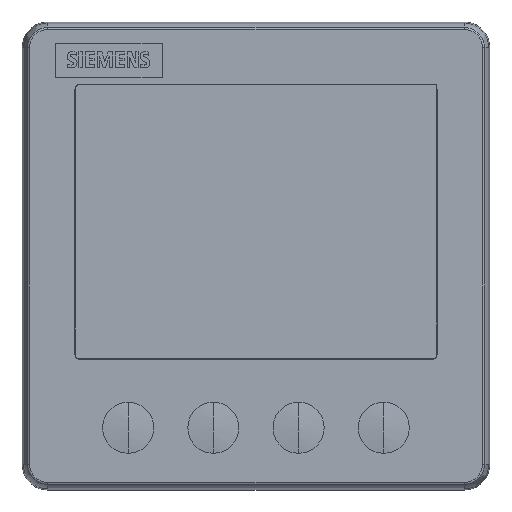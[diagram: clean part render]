
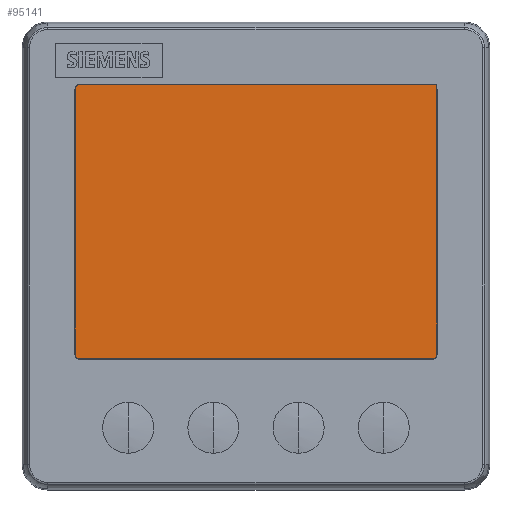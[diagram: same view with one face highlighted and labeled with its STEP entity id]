
A CAD part, top view. The second image highlights one B-rep face of the part: STEP entity #95141.
In plain terms, the highlighted face is planar.
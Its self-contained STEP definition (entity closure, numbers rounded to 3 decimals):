
#4279 = DIRECTION ( 'NONE',  ( 0., 0., -1. ) ) ;
#5151 = EDGE_CURVE ( 'NONE', #108473, #106547, #28253, .T. ) ;
#7403 = DIRECTION ( 'NONE',  ( 0., -1., 0. ) ) ;
#14404 =( BOUNDED_CURVE ( )  B_SPLINE_CURVE ( 3, ( #109386, #109957, #30572, #90267 ),
 .UNSPECIFIED., .F., .F. ) 
 B_SPLINE_CURVE_WITH_KNOTS ( ( 4, 4 ),
 ( 5.498, 7.067 ),
 .UNSPECIFIED. ) 
 CURVE ( )  GEOMETRIC_REPRESENTATION_ITEM ( )  RATIONAL_B_SPLINE_CURVE ( ( 1., 0.805, 0.805, 1. ) ) 
 REPRESENTATION_ITEM ( '' )  );
#15003 = FACE_OUTER_BOUND ( 'NONE', #15578, .T. ) ;
#15048 = LINE ( 'NONE', #50404, #50223 ) ;
#15324 = VECTOR ( 'NONE', #113340, 1000. ) ;
#15578 = EDGE_LOOP ( 'NONE', ( #34267, #98960, #71967, #30229, #24239, #74785, #61137 ) ) ;
#21733 = LINE ( 'NONE', #84840, #98972 ) ;
#24239 = ORIENTED_EDGE ( 'NONE', *, *, #113453, .F. ) ;
#25435 = DIRECTION ( 'NONE',  ( -1., 0., 0. ) ) ;
#25611 = CARTESIAN_POINT ( 'NONE',  ( -37.13, -27.18, 34.405 ) ) ;
#27672 = CARTESIAN_POINT ( 'NONE',  ( -36.798, -27.18, -21.119 ) ) ;
#28253 =( BOUNDED_CURVE ( )  B_SPLINE_CURVE ( 3, ( #83585, #102708, #30875, #109101 ),
 .UNSPECIFIED., .F., .F. ) 
 B_SPLINE_CURVE_WITH_KNOTS ( ( 4, 4 ),
 ( 5.498, 7.067 ),
 .UNSPECIFIED. ) 
 CURVE ( )  GEOMETRIC_REPRESENTATION_ITEM ( )  RATIONAL_B_SPLINE_CURVE ( ( 1., 0.805, 0.805, 1. ) ) 
 REPRESENTATION_ITEM ( '' )  );
#29383 = CARTESIAN_POINT ( 'NONE',  ( -36.332, -27.18, 35.205 ) ) ;
#30030 = AXIS2_PLACEMENT_3D ( 'NONE', #68872, #7403, #111171 ) ;
#30229 = ORIENTED_EDGE ( 'NONE', *, *, #40037, .F. ) ;
#30572 = CARTESIAN_POINT ( 'NONE',  ( 36.782, -27.18, -21.118 ) ) ;
#30875 = CARTESIAN_POINT ( 'NONE',  ( -36.8, -27.18, 35.204 ) ) ;
#32276 = CARTESIAN_POINT ( 'NONE',  ( -37.13, -27.18, -20.32 ) ) ;
#33664 = VERTEX_POINT ( 'NONE', #32276 ) ;
#34267 = ORIENTED_EDGE ( 'NONE', *, *, #5151, .F. ) ;
#35096 = CARTESIAN_POINT ( 'NONE',  ( -37.13, -27.18, -20.32 ) ) ;
#40037 = EDGE_CURVE ( 'NONE', #75349, #107194, #15048, .T. ) ;
#46234 =( BOUNDED_CURVE ( )  B_SPLINE_CURVE ( 3, ( #72899, #27672, #55510, #63081 ),
 .UNSPECIFIED., .F., .F. ) 
 B_SPLINE_CURVE_WITH_KNOTS ( ( 4, 4 ),
 ( 5.498, 7.067 ),
 .UNSPECIFIED. ) 
 CURVE ( )  GEOMETRIC_REPRESENTATION_ITEM ( )  RATIONAL_B_SPLINE_CURVE ( ( 1., 0.805, 0.805, 1. ) ) 
 REPRESENTATION_ITEM ( '' )  );
#46266 = CARTESIAN_POINT ( 'NONE',  ( 36.314, -27.18, -21.118 ) ) ;
#50223 = VECTOR ( 'NONE', #25435, 1000. ) ;
#50404 = CARTESIAN_POINT ( 'NONE',  ( 36.314, -27.18, -21.119 ) ) ;
#50933 = PLANE ( 'NONE',  #30030 ) ;
#53277 = CARTESIAN_POINT ( 'NONE',  ( -36.332, -27.18, 35.205 ) ) ;
#55510 = CARTESIAN_POINT ( 'NONE',  ( -37.13, -27.18, -20.788 ) ) ;
#55721 = CARTESIAN_POINT ( 'NONE',  ( -36.33, -27.18, -21.119 ) ) ;
#61137 = ORIENTED_EDGE ( 'NONE', *, *, #79574, .F. ) ;
#63081 = CARTESIAN_POINT ( 'NONE',  ( -37.13, -27.18, -20.32 ) ) ;
#66214 = VECTOR ( 'NONE', #72280, 1000. ) ;
#68872 = CARTESIAN_POINT ( 'NONE',  ( -37.13, -27.18, 35.205 ) ) ;
#69871 = CARTESIAN_POINT ( 'NONE',  ( 37.113, -27.18, 35.205 ) ) ;
#71967 = ORIENTED_EDGE ( 'NONE', *, *, #74496, .F. ) ;
#72280 = DIRECTION ( 'NONE',  ( 1., 0., 0. ) ) ;
#72899 = CARTESIAN_POINT ( 'NONE',  ( -36.33, -27.18, -21.119 ) ) ;
#74496 = EDGE_CURVE ( 'NONE', #107194, #33664, #46234, .T. ) ;
#74785 = ORIENTED_EDGE ( 'NONE', *, *, #98425, .F. ) ;
#75349 = VERTEX_POINT ( 'NONE', #46266 ) ;
#77362 = VERTEX_POINT ( 'NONE', #83477 ) ;
#79574 = EDGE_CURVE ( 'NONE', #106547, #97228, #108207, .T. ) ;
#83477 = CARTESIAN_POINT ( 'NONE',  ( 37.113, -27.18, -20.319 ) ) ;
#83585 = CARTESIAN_POINT ( 'NONE',  ( -37.13, -27.18, 34.405 ) ) ;
#84840 = CARTESIAN_POINT ( 'NONE',  ( 37.113, -27.18, 34.406 ) ) ;
#86672 = LINE ( 'NONE', #35096, #15324 ) ;
#90267 = CARTESIAN_POINT ( 'NONE',  ( 36.314, -27.18, -21.118 ) ) ;
#95141 = ADVANCED_FACE ( 'NONE', ( #15003 ), #50933, .T. ) ;
#95459 = EDGE_CURVE ( 'NONE', #33664, #108473, #86672, .T. ) ;
#97228 = VERTEX_POINT ( 'NONE', #69871 ) ;
#98425 = EDGE_CURVE ( 'NONE', #97228, #77362, #21733, .T. ) ;
#98960 = ORIENTED_EDGE ( 'NONE', *, *, #95459, .F. ) ;
#98972 = VECTOR ( 'NONE', #4279, 1000. ) ;
#102708 = CARTESIAN_POINT ( 'NONE',  ( -37.13, -27.18, 34.873 ) ) ;
#106547 = VERTEX_POINT ( 'NONE', #53277 ) ;
#107194 = VERTEX_POINT ( 'NONE', #55721 ) ;
#108207 = LINE ( 'NONE', #29383, #66214 ) ;
#108473 = VERTEX_POINT ( 'NONE', #25611 ) ;
#109101 = CARTESIAN_POINT ( 'NONE',  ( -36.332, -27.18, 35.205 ) ) ;
#109386 = CARTESIAN_POINT ( 'NONE',  ( 37.113, -27.18, -20.319 ) ) ;
#109957 = CARTESIAN_POINT ( 'NONE',  ( 37.113, -27.18, -20.787 ) ) ;
#111171 = DIRECTION ( 'NONE',  ( 0., 0., -1. ) ) ;
#113340 = DIRECTION ( 'NONE',  ( 0., 0., 1. ) ) ;
#113453 = EDGE_CURVE ( 'NONE', #77362, #75349, #14404, .T. ) ;
